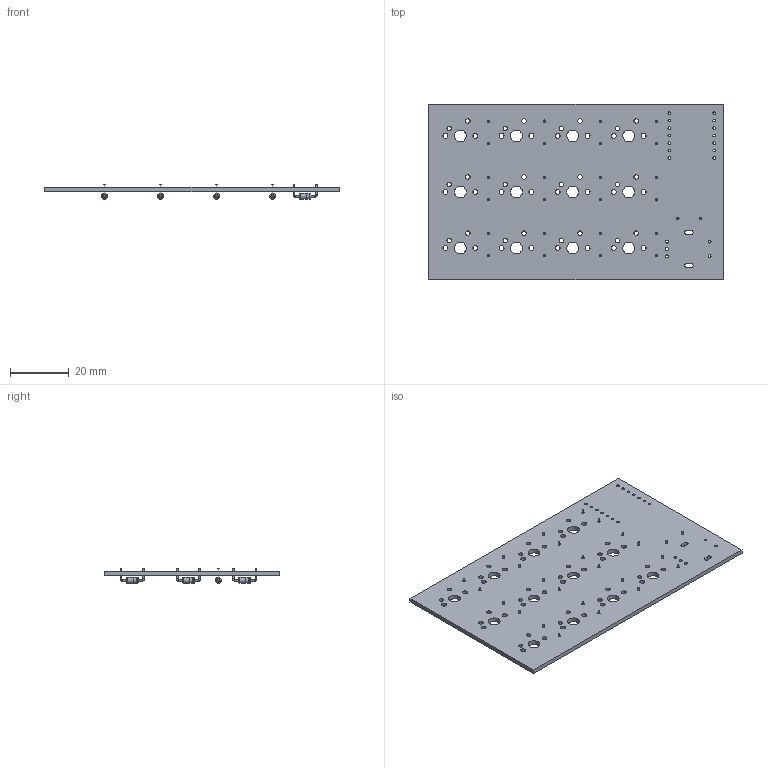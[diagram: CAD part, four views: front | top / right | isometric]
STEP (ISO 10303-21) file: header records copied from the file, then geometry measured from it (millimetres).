
FILE_DESCRIPTION(('KiCad electronic assembly'),'2;1');
FILE_NAME('pixelpad.step','2025-05-29T09:01:57',('Pcbnew'),('Kicad'), 'Open CASCADE STEP processor 7.8','KiCad to STEP converter','Unknown' );
FILE_SCHEMA(('AUTOMOTIVE_DESIGN { 1 0 10303 214 1 1 1 1 }'));
Length unit declared in the file: millimetre
Products named in the file (3): pixelpad 1; D_DO-35_SOD27_P7.62mm_Horizontal; pixelpad_PCB
Assembly tree (14 placements, depth 2):
  pixelpad 1
    D_DO-35_SOD27_P7.62mm_Horizontal  x13
    pixelpad_PCB
Bounding box: 99.96 x 59.53 x 5.01 mm (x, y, z)
Volume: 8759.7 mm3; surface area: 13313.7 mm2
Topology: 27 solids, 27 shells, 327 faces, 663 edges, 416 vertices
Faces by surface type: cylinder 187, plane 88, torus 52
Full cylindrical faces by diameter (mm): 0.5 x39, 0.8 x26, 0.889 x14, 1 x5, 1.5 x24, 1.7 x24, 2 x26, 2.02 x13, 4 x12
Entity records: 5148 total; most frequent: DIRECTION 911, CARTESIAN_POINT 773, ORIENTED_EDGE 750, AXIS2_PLACEMENT_3D 386, EDGE_CURVE 375, FACE_BOUND 351, EDGE_LOOP 351, VERTEX_POINT 248
